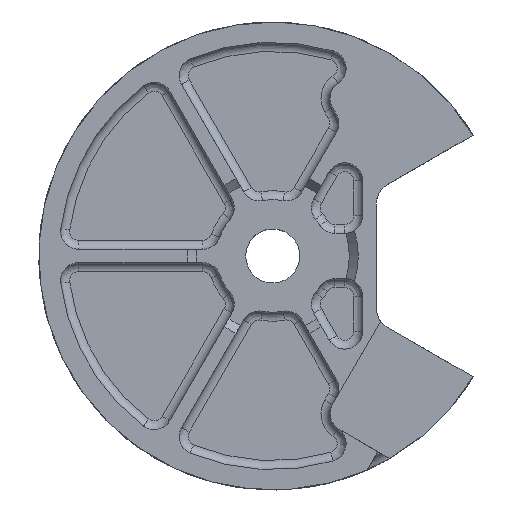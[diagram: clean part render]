
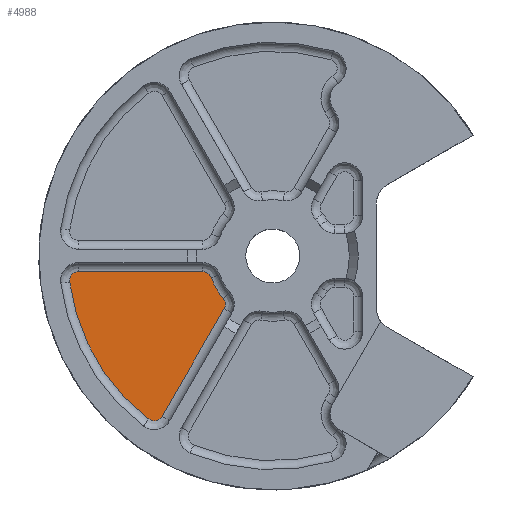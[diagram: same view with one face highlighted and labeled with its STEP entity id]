
A CAD part, top view. The second image highlights one B-rep face of the part: STEP entity #4988.
In plain terms, the highlighted planar face has unit normal (0, 0, 1).
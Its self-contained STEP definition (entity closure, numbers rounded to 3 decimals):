
#378=CIRCLE('',#5364,2.);
#381=CIRCLE('',#5367,2.);
#437=CIRCLE('',#5442,2.);
#438=CIRCLE('',#5444,14.5);
#439=CIRCLE('',#5445,2.);
#440=CIRCLE('',#5446,45.5);
#776=FACE_OUTER_BOUND('',#1079,.T.);
#1079=EDGE_LOOP('',(#3612,#3613,#3614,#3615,#3616,#3617,#3618,#3619));
#1402=LINE('',#7994,#1724);
#1429=LINE('',#8322,#1751);
#1724=VECTOR('',#6236,27.595);
#1751=VECTOR('',#6429,27.595);
#2105=VERTEX_POINT('',#7991);
#2106=VERTEX_POINT('',#7993);
#2107=VERTEX_POINT('',#8011);
#2108=VERTEX_POINT('',#8029);
#2109=VERTEX_POINT('',#8031);
#2157=VERTEX_POINT('',#8314);
#2158=VERTEX_POINT('',#8318);
#2159=VERTEX_POINT('',#8320);
#2633=EDGE_CURVE('',#2105,#2106,#1402,.T.);
#2635=EDGE_CURVE('',#2106,#2107,#378,.T.);
#2638=EDGE_CURVE('',#2108,#2109,#381,.T.);
#2720=EDGE_CURVE('',#2157,#2105,#437,.T.);
#2721=EDGE_CURVE('',#2158,#2157,#438,.T.);
#2722=EDGE_CURVE('',#2159,#2158,#439,.T.);
#2723=EDGE_CURVE('',#2109,#2159,#1429,.T.);
#2724=EDGE_CURVE('',#2107,#2108,#440,.T.);
#3612=ORIENTED_EDGE('',*,*,#2635,.F.);
#3613=ORIENTED_EDGE('',*,*,#2633,.F.);
#3614=ORIENTED_EDGE('',*,*,#2720,.F.);
#3615=ORIENTED_EDGE('',*,*,#2721,.F.);
#3616=ORIENTED_EDGE('',*,*,#2722,.F.);
#3617=ORIENTED_EDGE('',*,*,#2723,.F.);
#3618=ORIENTED_EDGE('',*,*,#2638,.F.);
#3619=ORIENTED_EDGE('',*,*,#2724,.F.);
#4855=PLANE('',#5443);
#4988=ADVANCED_FACE('',(#776),#4855,.T.);
#5364=AXIS2_PLACEMENT_3D('',#8012,#6239,#6240);
#5367=AXIS2_PLACEMENT_3D('',#8032,#6245,#6246);
#5442=AXIS2_PLACEMENT_3D('',#8316,#6421,#6422);
#5443=AXIS2_PLACEMENT_3D('',#8317,#6423,#6424);
#5444=AXIS2_PLACEMENT_3D('',#8319,#6425,#6426);
#5445=AXIS2_PLACEMENT_3D('',#8321,#6427,#6428);
#5446=AXIS2_PLACEMENT_3D('',#8323,#6430,#6431);
#6236=DIRECTION('',(-0.5,-0.866,0.));
#6239=DIRECTION('center_axis',(0.,0.,-1.));
#6240=DIRECTION('ref_axis',(0.866,-0.5,0.));
#6245=DIRECTION('center_axis',(0.,0.,-1.));
#6246=DIRECTION('ref_axis',(-0.992,-0.126,0.));
#6421=DIRECTION('center_axis',(0.,0.,-1.));
#6422=DIRECTION('ref_axis',(0.76,0.65,0.));
#6423=DIRECTION('center_axis',(0.,0.,1.));
#6424=DIRECTION('ref_axis',(1.,0.,0.));
#6425=DIRECTION('center_axis',(0.,0.,1.));
#6426=DIRECTION('ref_axis',(-0.943,-0.333,0.));
#6427=DIRECTION('center_axis',(0.,0.,-1.));
#6428=DIRECTION('ref_axis',(0.,1.,0.));
#6429=DIRECTION('',(1.,0.,0.));
#6430=DIRECTION('center_axis',(0.,0.,-1.));
#6431=DIRECTION('ref_axis',(-0.605,-0.796,0.));
#7991=CARTESIAN_POINT('',(-10.809,-11.722,1.5));
#7993=CARTESIAN_POINT('',(-24.607,-35.62,1.5));
#7994=CARTESIAN_POINT('',(-10.809,-11.722,1.5));
#8011=CARTESIAN_POINT('',(-27.55,-36.211,1.5));
#8012=CARTESIAN_POINT('Origin',(-26.339,-34.62,1.5));
#8029=CARTESIAN_POINT('',(-45.135,-5.753,1.5));
#8031=CARTESIAN_POINT('',(-43.151,-3.5,1.5));
#8032=CARTESIAN_POINT('Origin',(-43.151,-5.5,1.5));
#8314=CARTESIAN_POINT('',(-11.021,-9.423,1.5));
#8316=CARTESIAN_POINT('Origin',(-12.541,-10.722,1.5));
#8317=CARTESIAN_POINT('Origin',(0.,0.,1.5));
#8318=CARTESIAN_POINT('',(-13.671,-4.833,1.5));
#8319=CARTESIAN_POINT('Origin',(0.,0.,
1.5));
#8320=CARTESIAN_POINT('',(-15.556,-3.5,1.5));
#8321=CARTESIAN_POINT('Origin',(-15.556,-5.5,1.5));
#8322=CARTESIAN_POINT('',(-43.151,-3.5,1.5));
#8323=CARTESIAN_POINT('Origin',(0.,0.,
1.5));
